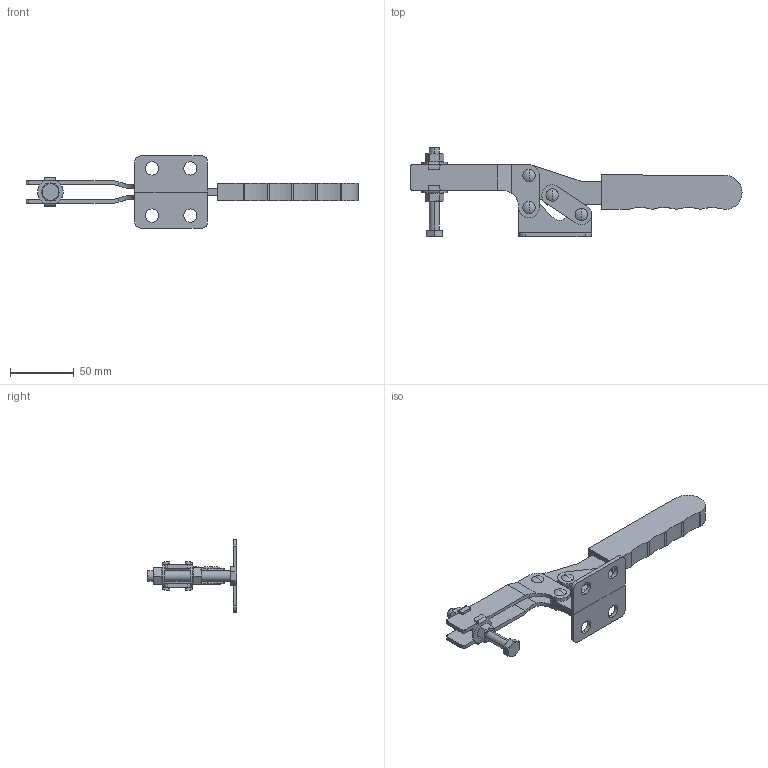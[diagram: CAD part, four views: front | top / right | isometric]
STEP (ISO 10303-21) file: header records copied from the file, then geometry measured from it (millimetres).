
FILE_DESCRIPTION (( 'STEP AP214' ), '1' );
FILE_NAME ('GH-25382(Â²¤Æ).STEP', '2020-07-15T08:01:28', ( 'LinWei' ), ( '' ), 'SwSTEP 2.0', 'SolidWorks 2016', '' );
FILE_SCHEMA (( 'AUTOMOTIVE_DESIGN' ));
Length unit declared in the file: millimetre
Products named in the file (6): Group5^GH-25382(簡化); Group4^GH-25382(簡化); Group3^GH-25382(簡化); Group2^GH-25382(簡化); Group1^GH-25382(簡化); GH-25382(簡化)
Assembly tree (5 placements, depth 2):
  GH-25382(簡化)
    Group1^GH-25382(簡化)
    Group2^GH-25382(簡化)
    Group3^GH-25382(簡化)
    Group4^GH-25382(簡化)
    Group5^GH-25382(簡化)
Bounding box: 260.26 x 70.3 x 57 mm (x, y, z)
Volume: 87922.6 mm3; surface area: 41288 mm2
Topology: 5 solids, 6 shells, 238 faces, 585 edges, 380 vertices
Faces by surface type: plane 109, cylinder 107, cone 12, sphere 8, torus 2
Entity records: 8553 total; most frequent: CARTESIAN_POINT 1637, DIRECTION 1258, ORIENTED_EDGE 1170, EDGE_CURVE 585, AXIS2_PLACEMENT_3D 477, VERTEX_POINT 380, LINE 304, VECTOR 304
